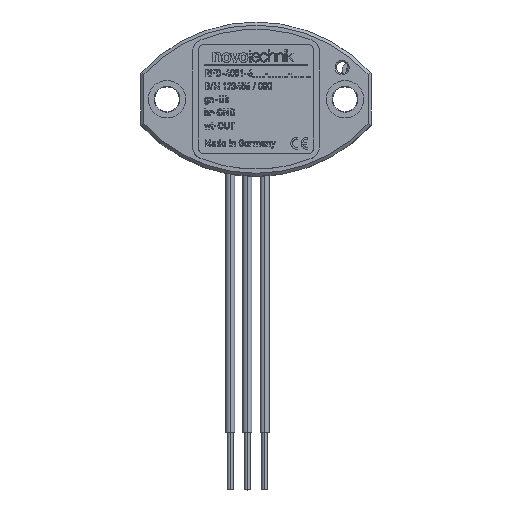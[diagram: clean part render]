
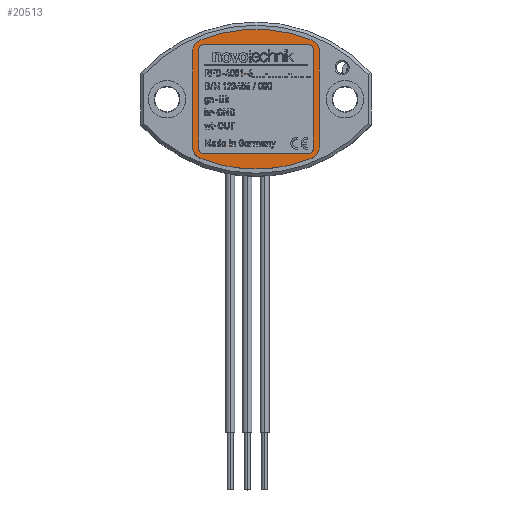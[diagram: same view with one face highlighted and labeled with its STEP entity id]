
A CAD part, top view. The second image highlights one B-rep face of the part: STEP entity #20513.
In plain terms, the highlighted planar face has unit normal (0, 0, 1).
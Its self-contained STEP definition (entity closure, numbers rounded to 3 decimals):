
#403 = CARTESIAN_POINT ( 'NONE',  ( 0., -14.1, 6.6 ) ) ;
#1152 = CARTESIAN_POINT ( 'NONE',  ( 10.996, -8.615, 6.6 ) ) ;
#1376 = DIRECTION ( 'NONE',  ( 0., -1., 0. ) ) ;
#1625 = CARTESIAN_POINT ( 'NONE',  ( -10.996, 8.417, 6.6 ) ) ;
#2104 = CIRCLE ( 'NONE', #27007, 25.737 ) ;
#3061 = AXIS2_PLACEMENT_3D ( 'NONE', #30079, #9065, #33590 ) ;
#3208 = CARTESIAN_POINT ( 'NONE',  ( 10.11, 10.089, 6.6 ) ) ;
#3512 = VERTEX_POINT ( 'NONE', #32584 ) ;
#3932 = CARTESIAN_POINT ( 'NONE',  ( -10.996, -8.417, 6.6 ) ) ;
#3968 = DIRECTION ( 'NONE',  ( 1., 0., 0. ) ) ;
#5001 = ORIENTED_EDGE ( 'NONE', *, *, #43105, .T. ) ;
#5022 = CARTESIAN_POINT ( 'NONE',  ( -9.754, 10.267, 6.6 ) ) ;
#5889 = CARTESIAN_POINT ( 'NONE',  ( -9.754, -10.267, 6.6 ) ) ;
#6438 = CARTESIAN_POINT ( 'NONE',  ( -10.996, -8.417, 6.6 ) ) ;
#6729 = CARTESIAN_POINT ( 'NONE',  ( 9.754, 10.267, 6.6 ) ) ;
#7025 = VERTEX_POINT ( 'NONE', #29693 ) ;
#7442 = CARTESIAN_POINT ( 'NONE',  ( -10.852, -9.187, 6.6 ) ) ;
#7792 = CARTESIAN_POINT ( 'NONE',  ( 0., -13.55, 6.6 ) ) ;
#7868 = CARTESIAN_POINT ( 'NONE',  ( 10.996, -14.1, 6.6 ) ) ;
#8889 = ORIENTED_EDGE ( 'NONE', *, *, #22102, .T. ) ;
#9065 = DIRECTION ( 'NONE',  ( 0., 0., 1. ) ) ;
#10054 = FACE_OUTER_BOUND ( 'NONE', #33190, .T. ) ;
#10982 = CARTESIAN_POINT ( 'NONE',  ( -10.548, -9.693, 6.6 ) ) ;
#11314 = DIRECTION ( 'NONE',  ( 1., 0., 0. ) ) ;
#11405 = DIRECTION ( 'NONE',  ( 0., 1., 0. ) ) ;
#11610 = CARTESIAN_POINT ( 'NONE',  ( 9.938, -10.192, 6.6 ) ) ;
#12086 = CARTESIAN_POINT ( 'NONE',  ( -10.106, 10.092, 6.6 ) ) ;
#12566 = ORIENTED_EDGE ( 'NONE', *, *, #34584, .T. ) ;
#12831 = EDGE_CURVE ( 'NONE', #13983, #7025, #40098, .T. ) ;
#13823 = VECTOR ( 'NONE', #1376, 1000. ) ;
#13983 = VERTEX_POINT ( 'NONE', #45177 ) ;
#14518 = CARTESIAN_POINT ( 'NONE',  ( -10.11, -10.089, 6.6 ) ) ;
#15113 = CARTESIAN_POINT ( 'NONE',  ( 10.412, -9.842, 6.6 ) ) ;
#15590 = CARTESIAN_POINT ( 'NONE',  ( -10.546, 9.696, 6.6 ) ) ;
#17146 = CARTESIAN_POINT ( 'NONE',  ( 10.967, 8.809, 6.6 ) ) ;
#17437 = VERTEX_POINT ( 'NONE', #35220 ) ;
#18008 = CARTESIAN_POINT ( 'NONE',  ( -9.754, -10.267, 6.6 ) ) ;
#18479 = ORIENTED_EDGE ( 'NONE', *, *, #12831, .T. ) ;
#18620 = CARTESIAN_POINT ( 'NONE',  ( 10.765, -9.369, 6.6 ) ) ;
#19113 = CARTESIAN_POINT ( 'NONE',  ( -10.851, 9.189, 6.6 ) ) ;
#19814 = EDGE_CURVE ( 'NONE', #38878, #40580, #42399, .T. ) ;
#20513 = ADVANCED_FACE ( 'NONE', ( #10054 ), #28318, .T. ) ;
#20583 = EDGE_CURVE ( 'NONE', #3512, #17437, #36180, .T. ) ;
#20687 = CARTESIAN_POINT ( 'NONE',  ( 10.767, 9.366, 6.6 ) ) ;
#21290 = EDGE_CURVE ( 'NONE', #17437, #40849, #23146, .T. ) ;
#21510 = VECTOR ( 'NONE', #11405, 1000. ) ;
#22102 = EDGE_CURVE ( 'NONE', #40580, #13983, #32853, .T. ) ;
#22161 = CARTESIAN_POINT ( 'NONE',  ( 10.966, -8.814, 6.6 ) ) ;
#22650 = CARTESIAN_POINT ( 'NONE',  ( -10.996, 8.615, 6.6 ) ) ;
#23146 = LINE ( 'NONE', #32812, #13823 ) ;
#23435 = ORIENTED_EDGE ( 'NONE', *, *, #23673, .T. ) ;
#23673 = EDGE_CURVE ( 'NONE', #40849, #38878, #29227, .T. ) ;
#24200 = CARTESIAN_POINT ( 'NONE',  ( 10.414, 9.841, 6.6 ) ) ;
#24916 = CARTESIAN_POINT ( 'NONE',  ( -10.996, -8.615, 6.6 ) ) ;
#24950 = DIRECTION ( 'NONE',  ( 0., 0., 1. ) ) ;
#25348 = CARTESIAN_POINT ( 'NONE',  ( 9.754, -10.267, 6.6 ) ) ;
#25686 = CARTESIAN_POINT ( 'NONE',  ( 10.996, -8.417, 6.6 ) ) ;
#27007 = AXIS2_PLACEMENT_3D ( 'NONE', #7792, #32295, #11314 ) ;
#27721 = CARTESIAN_POINT ( 'NONE',  ( 9.938, 10.192, 6.6 ) ) ;
#28318 = PLANE ( 'NONE',  #30382 ) ;
#28439 = CARTESIAN_POINT ( 'NONE',  ( -10.967, -8.809, 6.6 ) ) ;
#29227 = B_SPLINE_CURVE_WITH_KNOTS ( 'NONE', 3,
 ( #3932, #24916, #28439, #7442, #31963, #10982, #35437, #14518, #38972, #18008 ),
 .UNSPECIFIED., .F., .F.,
 ( 4, 2, 2, 2, 4 ),
 ( 0., 0.001, 0.001, 0.002, 0.002 ),
 .UNSPECIFIED. ) ;
#29693 = CARTESIAN_POINT ( 'NONE',  ( 10.996, 8.417, 6.6 ) ) ;
#29883 = B_SPLINE_CURVE_WITH_KNOTS ( 'NONE', 3,
 ( #34441, #34595, #17146, #41613, #20687, #45110, #24200, #3208, #27721, #6729 ),
 .UNSPECIFIED., .F., .F.,
 ( 4, 2, 2, 2, 4 ),
 ( 0., 0.001, 0.001, 0.002, 0.002 ),
 .UNSPECIFIED. ) ;
#30079 = CARTESIAN_POINT ( 'NONE',  ( 0., 13.55, 6.6 ) ) ;
#30382 = AXIS2_PLACEMENT_3D ( 'NONE', #403, #24950, #3968 ) ;
#31963 = CARTESIAN_POINT ( 'NONE',  ( -10.767, -9.366, 6.6 ) ) ;
#32295 = DIRECTION ( 'NONE',  ( 0., 0., 1. ) ) ;
#32474 = ORIENTED_EDGE ( 'NONE', *, *, #20583, .T. ) ;
#32559 = CARTESIAN_POINT ( 'NONE',  ( 9.754, -10.267, 6.6 ) ) ;
#32584 = CARTESIAN_POINT ( 'NONE',  ( -9.754, 10.267, 6.6 ) ) ;
#32812 = CARTESIAN_POINT ( 'NONE',  ( -10.996, -14.1, 6.6 ) ) ;
#32853 = B_SPLINE_CURVE_WITH_KNOTS ( 'NONE', 3,
 ( #32559, #11610, #36057, #15113, #39594, #18620, #43059, #22161, #1152, #25686 ),
 .UNSPECIFIED., .F., .F.,
 ( 4, 2, 2, 2, 4 ),
 ( 0., 0.001, 0.001, 0.002, 0.002 ),
 .UNSPECIFIED. ) ;
#33049 = CARTESIAN_POINT ( 'NONE',  ( -9.938, 10.192, 6.6 ) ) ;
#33190 = EDGE_LOOP ( 'NONE', ( #43804, #8889, #18479, #5001, #12566, #32474, #38592, #23435 ) ) ;
#33590 = DIRECTION ( 'NONE',  ( 1., 0., 0. ) ) ;
#34441 = CARTESIAN_POINT ( 'NONE',  ( 10.996, 8.417, 6.6 ) ) ;
#34584 = EDGE_CURVE ( 'NONE', #37104, #3512, #2104, .T. ) ;
#34595 = CARTESIAN_POINT ( 'NONE',  ( 10.996, 8.615, 6.6 ) ) ;
#35220 = CARTESIAN_POINT ( 'NONE',  ( -10.996, 8.417, 6.6 ) ) ;
#35437 = CARTESIAN_POINT ( 'NONE',  ( -10.414, -9.841, 6.6 ) ) ;
#36057 = CARTESIAN_POINT ( 'NONE',  ( 10.106, -10.092, 6.6 ) ) ;
#36180 = B_SPLINE_CURVE_WITH_KNOTS ( 'NONE', 3,
 ( #5022, #33049, #12086, #36535, #15590, #40072, #19113, #43542, #22650, #1625 ),
 .UNSPECIFIED., .F., .F.,
 ( 4, 2, 2, 2, 4 ),
 ( 0., 0.001, 0.001, 0.002, 0.002 ),
 .UNSPECIFIED. ) ;
#36535 = CARTESIAN_POINT ( 'NONE',  ( -10.412, 9.842, 6.6 ) ) ;
#37104 = VERTEX_POINT ( 'NONE', #44161 ) ;
#38592 = ORIENTED_EDGE ( 'NONE', *, *, #21290, .T. ) ;
#38878 = VERTEX_POINT ( 'NONE', #5889 ) ;
#38972 = CARTESIAN_POINT ( 'NONE',  ( -9.938, -10.192, 6.6 ) ) ;
#39594 = CARTESIAN_POINT ( 'NONE',  ( 10.546, -9.696, 6.6 ) ) ;
#40072 = CARTESIAN_POINT ( 'NONE',  ( -10.765, 9.369, 6.6 ) ) ;
#40098 = LINE ( 'NONE', #7868, #21510 ) ;
#40580 = VERTEX_POINT ( 'NONE', #25348 ) ;
#40849 = VERTEX_POINT ( 'NONE', #6438 ) ;
#41613 = CARTESIAN_POINT ( 'NONE',  ( 10.852, 9.187, 6.6 ) ) ;
#42399 = CIRCLE ( 'NONE', #3061, 25.737 ) ;
#43059 = CARTESIAN_POINT ( 'NONE',  ( 10.851, -9.189, 6.6 ) ) ;
#43105 = EDGE_CURVE ( 'NONE', #7025, #37104, #29883, .T. ) ;
#43542 = CARTESIAN_POINT ( 'NONE',  ( -10.966, 8.814, 6.6 ) ) ;
#43804 = ORIENTED_EDGE ( 'NONE', *, *, #19814, .T. ) ;
#44161 = CARTESIAN_POINT ( 'NONE',  ( 9.754, 10.267, 6.6 ) ) ;
#45110 = CARTESIAN_POINT ( 'NONE',  ( 10.548, 9.693, 6.6 ) ) ;
#45177 = CARTESIAN_POINT ( 'NONE',  ( 10.996, -8.417, 6.6 ) ) ;
